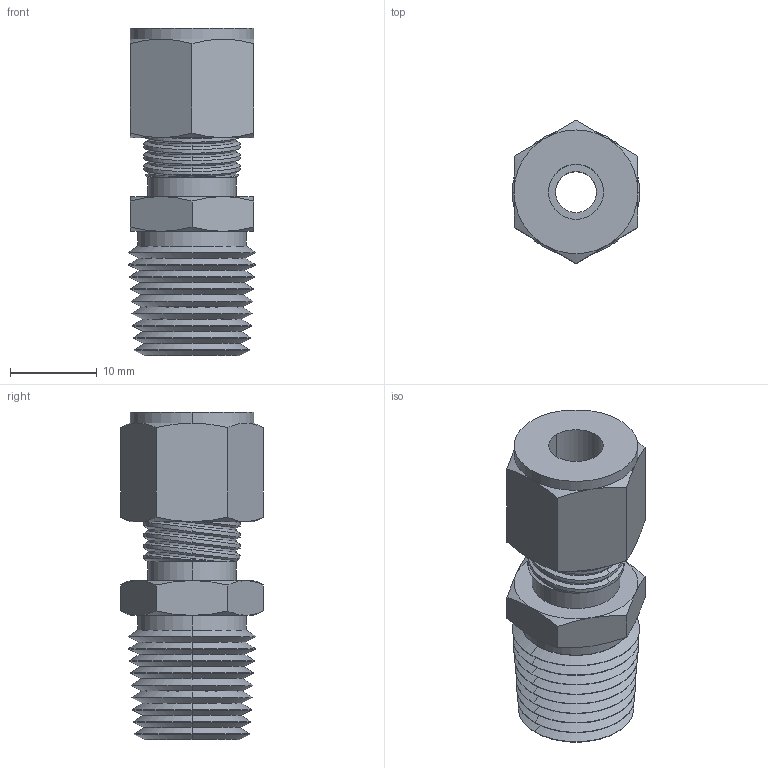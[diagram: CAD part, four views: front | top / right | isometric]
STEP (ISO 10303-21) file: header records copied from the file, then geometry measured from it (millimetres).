
FILE_DESCRIPTION (( 'STEP AP203' ), '1' );
FILE_NAME ('5182K111.step', '2004-05-18T20:34:08', ( 'McMaster' ), ( 'McMaster' ), 'SwSTEP 2.0', 'SolidWorks 2003314', '' );
FILE_SCHEMA (( 'CONFIG_CONTROL_DESIGN' ));
Length unit declared in the file: inch
Products named in the file (1): 5182K111
Bounding box: 14.74 x 16.5 x 37.85 mm (x, y, z)
Volume: 4335.6 mm3; surface area: 3993.6 mm2
Topology: 2 solids, 2 shells, 191 faces, 422 edges, 240 vertices
Faces by surface type: cone 130, cylinder 40, plane 21
Entity records: 6262 total; most frequent: CARTESIAN_POINT 2101, DIRECTION 860, ORIENTED_EDGE 844, EDGE_CURVE 422, AXIS2_PLACEMENT_3D 354, VERTEX_POINT 240, EDGE_LOOP 200, FACE_OUTER_BOUND 191
